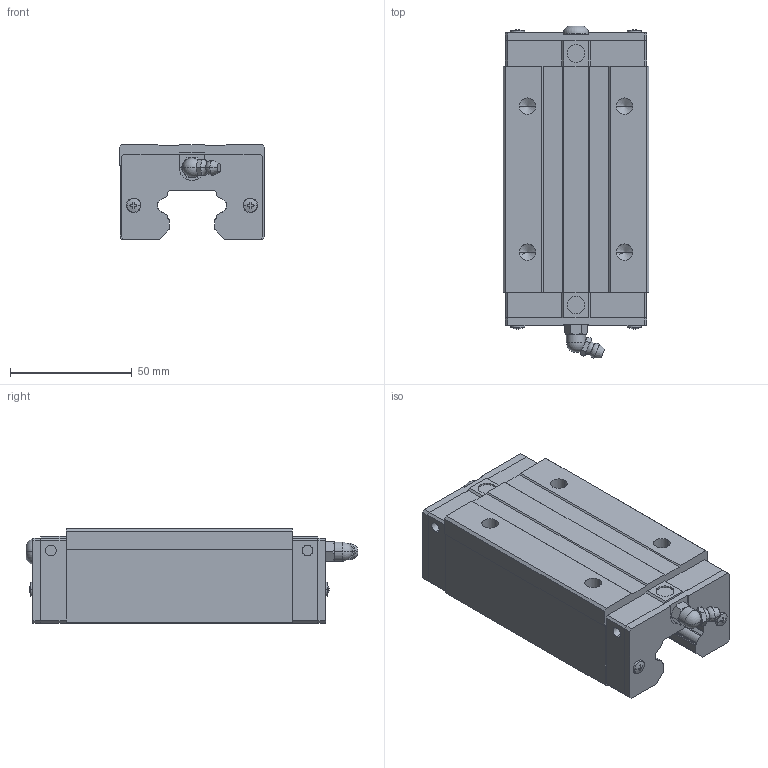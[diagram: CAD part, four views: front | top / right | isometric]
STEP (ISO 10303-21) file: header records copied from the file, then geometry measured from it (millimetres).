
FILE_DESCRIPTION(('STEP AP214'),'1');
FILE_NAME('cctmp_3157CA6A-8057-4154-8AD0-F9A275658879_2024_08_20_19_59_37_0770..stp','2024-08-20T17:59:37',('HIWIN GmbH'),('CADClick - www.CADClick.com'),'Spatial InterOp 3D',' ','unknown authorization');
FILE_SCHEMA(('AUTOMOTIVE_DESIGN'));
Length unit declared in the file: millimetre
Products named in the file (1): QHH30HAZ0C_FILE
Bounding box: 60 x 136.51 x 39 mm (x, y, z)
Volume: 214659.1 mm3; surface area: 34815.6 mm2
Topology: 1 solids, 5 shells, 354 faces, 926 edges, 594 vertices
Faces by surface type: plane 200, cylinder 88, cone 46, torus 18, sphere 2
Entity records: 13980 total; most frequent: CARTESIAN_POINT 2561, ORIENTED_EDGE 1832, DIRECTION 1746, EDGE_CURVE 916, VERTEX_POINT 594, AXIS2_PLACEMENT_3D 591, LINE 564, VECTOR 564
